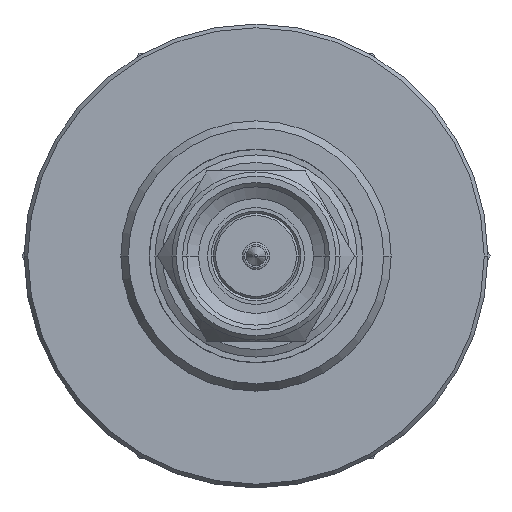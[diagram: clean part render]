
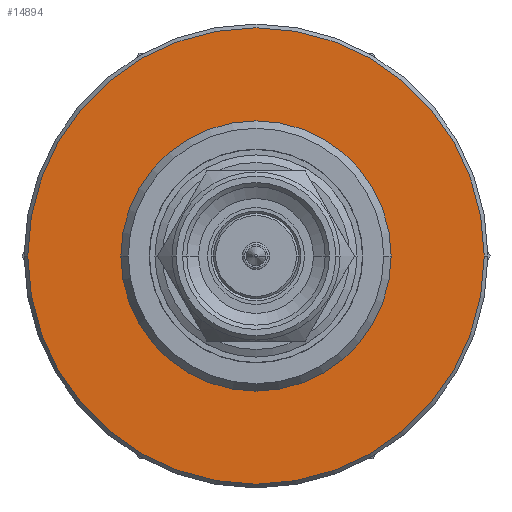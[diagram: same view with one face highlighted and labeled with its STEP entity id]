
A CAD part, left-side view. The second image highlights one B-rep face of the part: STEP entity #14894.
In plain terms, the highlighted face is planar.
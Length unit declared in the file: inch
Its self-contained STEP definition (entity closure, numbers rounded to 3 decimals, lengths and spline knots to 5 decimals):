
#163 = DIRECTION ( 'NONE',  ( 0., -1., 0. ) ) ;
#250 = CARTESIAN_POINT ( 'NONE',  ( 0., -0.118, 0. ) ) ;
#1830 = DIRECTION ( 'NONE',  ( 0., -1., 0. ) ) ;
#2511 = DIRECTION ( 'NONE',  ( 0., -1., 0. ) ) ;
#3800 = CARTESIAN_POINT ( 'NONE',  ( 0., -0.118, 0.25 ) ) ;
#3821 = FACE_BOUND ( 'NONE', #10786, .T. ) ;
#3977 = ORIENTED_EDGE ( 'NONE', *, *, #6432, .F. ) ;
#4035 = CARTESIAN_POINT ( 'NONE',  ( 0., -0.118, 0. ) ) ;
#4210 = AXIS2_PLACEMENT_3D ( 'NONE', #4035, #7033, #10113 ) ;
#4593 = CIRCLE ( 'NONE', #18928, 0.25 ) ;
#4601 = AXIS2_PLACEMENT_3D ( 'NONE', #12242, #18145, #15755 ) ;
#5415 = DIRECTION ( 'NONE',  ( 0., 0., -1. ) ) ;
#6250 = DIRECTION ( 'NONE',  ( 0., 0., -1. ) ) ;
#6432 = EDGE_CURVE ( 'NONE', #8816, #10981, #14766, .T. ) ;
#7033 = DIRECTION ( 'NONE',  ( 0., -1., 0. ) ) ;
#7118 = CARTESIAN_POINT ( 'NONE',  ( 0., -0.118, -0.42224 ) ) ;
#7418 = CARTESIAN_POINT ( 'NONE',  ( 0., -0.118, -0.25 ) ) ;
#7574 = EDGE_LOOP ( 'NONE', ( #11647, #10629 ) ) ;
#8816 = VERTEX_POINT ( 'NONE', #3800 ) ;
#8975 = EDGE_CURVE ( 'NONE', #15750, #17727, #9271, .T. ) ;
#9254 = ORIENTED_EDGE ( 'NONE', *, *, #12676, .F. ) ;
#9271 = CIRCLE ( 'NONE', #11803, 0.42224 ) ;
#9520 = EDGE_CURVE ( 'NONE', #17727, #15750, #16619, .T. ) ;
#10113 = DIRECTION ( 'NONE',  ( 0., 0., -1. ) ) ;
#10629 = ORIENTED_EDGE ( 'NONE', *, *, #9520, .T. ) ;
#10786 = EDGE_LOOP ( 'NONE', ( #3977, #9254 ) ) ;
#10981 = VERTEX_POINT ( 'NONE', #7418 ) ;
#11475 = CARTESIAN_POINT ( 'NONE',  ( 0., -0.118, 0. ) ) ;
#11647 = ORIENTED_EDGE ( 'NONE', *, *, #8975, .T. ) ;
#11803 = AXIS2_PLACEMENT_3D ( 'NONE', #12121, #163, #6250 ) ;
#11990 = AXIS2_PLACEMENT_3D ( 'NONE', #250, #1830, #12489 ) ;
#12121 = CARTESIAN_POINT ( 'NONE',  ( 0., -0.118, 0. ) ) ;
#12242 = CARTESIAN_POINT ( 'NONE',  ( 0., -0.118, 0. ) ) ;
#12489 = DIRECTION ( 'NONE',  ( 0., 0., -1. ) ) ;
#12676 = EDGE_CURVE ( 'NONE', #10981, #8816, #4593, .T. ) ;
#13782 = PLANE ( 'NONE',  #11990 ) ;
#14003 = CARTESIAN_POINT ( 'NONE',  ( 0., -0.118, 0.42224 ) ) ;
#14766 = CIRCLE ( 'NONE', #4601, 0.25 ) ;
#14894 = ADVANCED_FACE ( 'NONE', ( #15497, #3821 ), #13782, .T. ) ;
#15497 = FACE_OUTER_BOUND ( 'NONE', #7574, .T. ) ;
#15750 = VERTEX_POINT ( 'NONE', #14003 ) ;
#15755 = DIRECTION ( 'NONE',  ( 0., 0., -1. ) ) ;
#16619 = CIRCLE ( 'NONE', #4210, 0.42224 ) ;
#17727 = VERTEX_POINT ( 'NONE', #7118 ) ;
#18145 = DIRECTION ( 'NONE',  ( 0., -1., 0. ) ) ;
#18928 = AXIS2_PLACEMENT_3D ( 'NONE', #11475, #2511, #5415 ) ;
